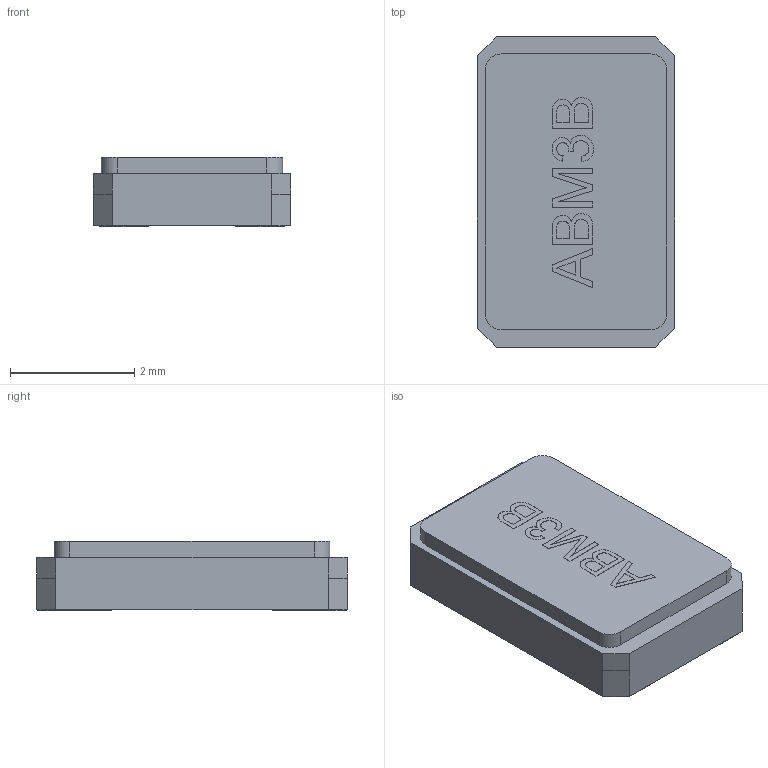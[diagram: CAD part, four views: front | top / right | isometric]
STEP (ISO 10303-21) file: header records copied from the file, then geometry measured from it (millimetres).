
FILE_DESCRIPTION(('FreeCAD Model'),'2;1');
FILE_NAME('ABM3B.step','2017-01-29T08:33:14',('Author'),(''), 'Open CASCADE STEP processor 6.8','FreeCAD','Unknown');
FILE_SCHEMA(('AUTOMOTIVE_DESIGN_CC2 { 1 2 10303 214 -1 1 5 4 }'));
Length unit declared in the file: millimetre
Products named in the file (2): ASSEMBLY; ABM3B
Assembly tree (1 placements, depth 2):
  ASSEMBLY
    ABM3B
Bounding box: 3.17 x 5 x 1.11 mm (x, y, z)
Volume: 16.6 mm3; surface area: 48.5 mm2
Topology: 1 solids, 1 shells, 141 faces, 372 edges, 248 vertices
Faces by surface type: plane 99, bspline 38, cylinder 4
Entity records: 14857 total; most frequent: CARTESIAN_POINT 6837, DIRECTION 1090, LINE 856, VECTOR 856, ORIENTED_EDGE 744, PCURVE 744, DEFINITIONAL_REPRESENTATION 744, EDGE_CURVE 372
